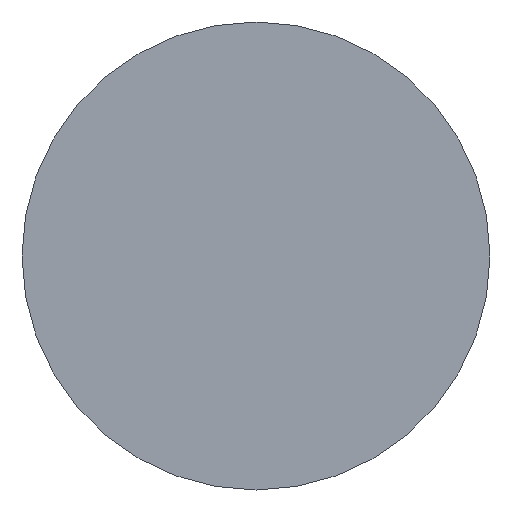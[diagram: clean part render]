
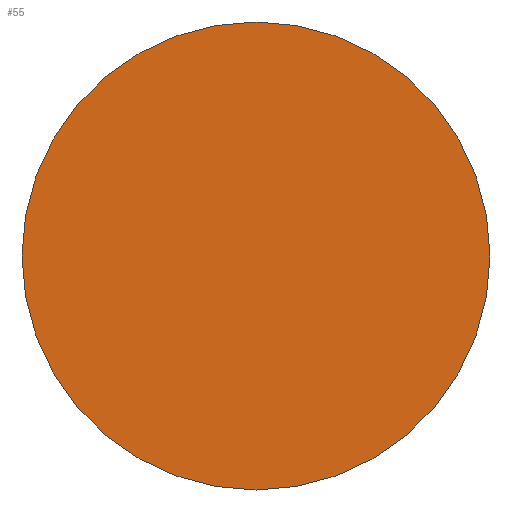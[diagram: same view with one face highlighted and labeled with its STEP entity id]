
A CAD part, front view. The second image highlights one B-rep face of the part: STEP entity #55.
In plain terms, the highlighted planar face has unit normal (0, -1, 0).
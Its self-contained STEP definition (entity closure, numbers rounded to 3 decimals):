
#55=ADVANCED_FACE('',(#75),#77,.F.);
#75=FACE_BOUND('',#76,.T.);
#76=EDGE_LOOP('',(#95));
#77=PLANE('',#78);
#78=AXIS2_PLACEMENT_3D('',#79,#80,#81);
#79=CARTESIAN_POINT('',(0.,0.,0.));
#80=DIRECTION('',(0.,1.,0.));
#81=DIRECTION('',(-1.,0.,0.));
#95=ORIENTED_EDGE('',*,*,#99,.F.);
#99=EDGE_CURVE('',#105,#105,#106,.T.);
#105=VERTEX_POINT('',#119);
#106=CIRCLE('',#120,3.5);
#119=CARTESIAN_POINT('',(-3.5,0.,0.));
#120=AXIS2_PLACEMENT_3D('',#121,#122,#123);
#121=CARTESIAN_POINT('',(0.,0.,0.));
#122=DIRECTION('',(0.,1.,0.));
#123=DIRECTION('',(-1.,0.,0.));
